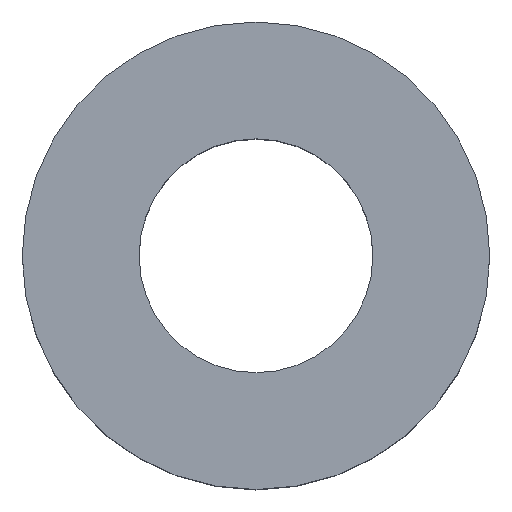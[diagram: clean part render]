
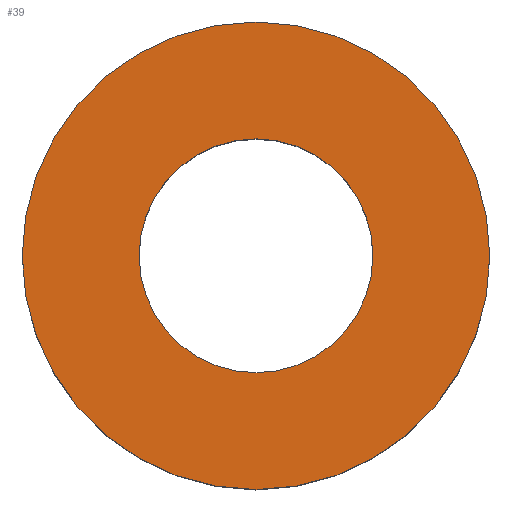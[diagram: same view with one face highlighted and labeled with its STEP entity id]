
A CAD part, top view. The second image highlights one B-rep face of the part: STEP entity #39.
In plain terms, the highlighted planar face has unit normal (0, 0, 1).
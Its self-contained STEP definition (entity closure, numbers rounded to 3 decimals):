
#10 = EDGE_CURVE ( 'NONE', #155, #244, #123, .T. ) ;
#14 = FACE_BOUND ( 'NONE', #195, .T. ) ;
#18 = CIRCLE ( 'NONE', #200, 10. ) ;
#23 = ORIENTED_EDGE ( 'NONE', *, *, #34, .T. ) ;
#33 = DIRECTION ( 'NONE',  ( 1., 0., 0. ) ) ;
#34 = EDGE_CURVE ( 'NONE', #85, #190, #227, .T. ) ;
#38 = ORIENTED_EDGE ( 'NONE', *, *, #234, .F. ) ;
#39 = ADVANCED_FACE ( 'NONE', ( #14, #209 ), #178, .T. ) ;
#40 = DIRECTION ( 'NONE',  ( 0., 0., 1. ) ) ;
#45 = DIRECTION ( 'NONE',  ( 1., 0., 0. ) ) ;
#57 = AXIS2_PLACEMENT_3D ( 'NONE', #141, #160, #45 ) ;
#61 = ORIENTED_EDGE ( 'NONE', *, *, #153, .T. ) ;
#62 = CARTESIAN_POINT ( 'NONE',  ( 0., 0., 10. ) ) ;
#63 = CARTESIAN_POINT ( 'NONE',  ( 0., 0., 10. ) ) ;
#80 = DIRECTION ( 'NONE',  ( 1., 0., 0. ) ) ;
#85 = VERTEX_POINT ( 'NONE', #197 ) ;
#86 = CARTESIAN_POINT ( 'NONE',  ( 10., 0., 10. ) ) ;
#105 = CARTESIAN_POINT ( 'NONE',  ( 0., 0., 10. ) ) ;
#108 = DIRECTION ( 'NONE',  ( 1., 0., 0. ) ) ;
#113 = CARTESIAN_POINT ( 'NONE',  ( 5., 0., 10. ) ) ;
#123 = CIRCLE ( 'NONE', #138, 5. ) ;
#126 = CIRCLE ( 'NONE', #157, 5. ) ;
#138 = AXIS2_PLACEMENT_3D ( 'NONE', #105, #40, #235 ) ;
#141 = CARTESIAN_POINT ( 'NONE',  ( 0., 0., 10. ) ) ;
#142 = ORIENTED_EDGE ( 'NONE', *, *, #10, .F. ) ;
#148 = CARTESIAN_POINT ( 'NONE',  ( 0., 0., 10. ) ) ;
#153 = EDGE_CURVE ( 'NONE', #190, #85, #18, .T. ) ;
#155 = VERTEX_POINT ( 'NONE', #202 ) ;
#157 = AXIS2_PLACEMENT_3D ( 'NONE', #63, #199, #108 ) ;
#160 = DIRECTION ( 'NONE',  ( 0., 0., 1. ) ) ;
#178 = PLANE ( 'NONE',  #191 ) ;
#190 = VERTEX_POINT ( 'NONE', #86 ) ;
#191 = AXIS2_PLACEMENT_3D ( 'NONE', #62, #215, #80 ) ;
#195 = EDGE_LOOP ( 'NONE', ( #38, #142 ) ) ;
#197 = CARTESIAN_POINT ( 'NONE',  ( -10., 0., 10. ) ) ;
#199 = DIRECTION ( 'NONE',  ( 0., 0., 1. ) ) ;
#200 = AXIS2_PLACEMENT_3D ( 'NONE', #148, #223, #33 ) ;
#202 = CARTESIAN_POINT ( 'NONE',  ( -5., 0., 10. ) ) ;
#209 = FACE_OUTER_BOUND ( 'NONE', #219, .T. ) ;
#215 = DIRECTION ( 'NONE',  ( 0., 0., 1. ) ) ;
#219 = EDGE_LOOP ( 'NONE', ( #23, #61 ) ) ;
#223 = DIRECTION ( 'NONE',  ( 0., 0., 1. ) ) ;
#227 = CIRCLE ( 'NONE', #57, 10. ) ;
#234 = EDGE_CURVE ( 'NONE', #244, #155, #126, .T. ) ;
#235 = DIRECTION ( 'NONE',  ( 1., 0., 0. ) ) ;
#244 = VERTEX_POINT ( 'NONE', #113 ) ;
